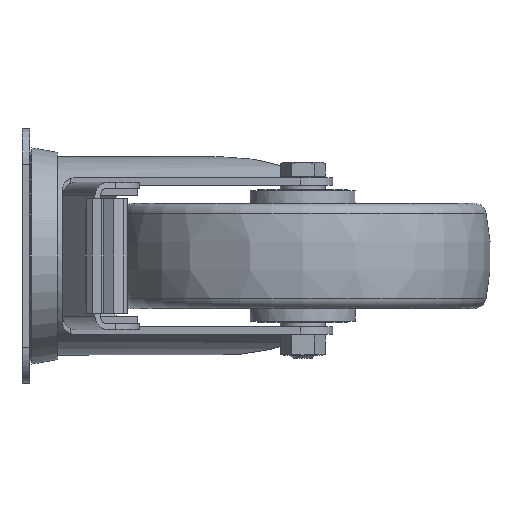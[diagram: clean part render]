
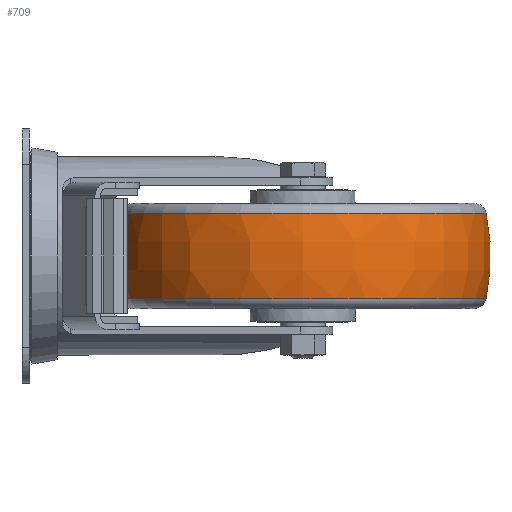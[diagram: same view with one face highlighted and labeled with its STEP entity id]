
A CAD part, left-side view. The second image highlights one B-rep face of the part: STEP entity #709.
In plain terms, the highlighted free-form (B-spline) face has degree [3, 3] with [4, 7] control points.
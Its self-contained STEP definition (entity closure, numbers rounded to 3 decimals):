
#709 = ADVANCED_FACE( '', ( #1540, #1541 ), #1542, .T. );
#1540 = FACE_OUTER_BOUND( '', #2552, .T. );
#1541 = FACE_OUTER_BOUND( '', #2553, .T. );
#1542 = ( BOUNDED_SURFACE(  )B_SPLINE_SURFACE( 3, 3, ( ( #2556, #2557, #2558, #2559, #2560, #2561, #2562 ), ( #2563, #2564, #2565, #2566, #2567, #2568, #2569 ), ( #2570, #2571, #2572, #2573, #2574, #2575, #2576 ), ( #2577, #2578, #2579, #2580, #2581, #2582, #2583 ) ), .UNSPECIFIED., .F., .T., .F. )B_SPLINE_SURFACE_WITH_KNOTS( ( 4, 4 ), ( 4, 3, 4 ), ( 0., 6.283 ), ( -0.204, 0.001, 0.206 ), .UNSPECIFIED. )GEOMETRIC_REPRESENTATION_ITEM(  )RATIONAL_B_SPLINE_SURFACE( ( ( 1., 0.333, 0.333, 1., 0.333, 0.333, 1. ), ( 0.986, 0.329, 0.329, 0.986, 0.329, 0.329, 0.986 ), ( 0.986, 0.329, 0.329, 0.986, 0.329, 0.329, 0.986 ), ( 1., 0.333, 0.333, 1., 0.333, 0.333, 1. ) ) )REPRESENTATION_ITEM( '' )SURFACE(  ) );
#2552 = EDGE_LOOP( '', ( #4272 ) );
#2553 = EDGE_LOOP( '', ( #4273 ) );
#2556 = CARTESIAN_POINT( '', ( 36.317, 0., -61.016 ) );
#2557 = CARTESIAN_POINT( '', ( 36.317, 122.033, -61.016 ) );
#2558 = CARTESIAN_POINT( '', ( 36.317, 122.033, 61.016 ) );
#2559 = CARTESIAN_POINT( '', ( 36.317, 0., 61.016 ) );
#2560 = CARTESIAN_POINT( '', ( 36.317, -122.033, 61.016 ) );
#2561 = CARTESIAN_POINT( '', ( 36.317, -122.033, -61.016 ) );
#2562 = CARTESIAN_POINT( '', ( 36.317, 0., -61.016 ) );
#2563 = CARTESIAN_POINT( '', ( 26.844, 0., -62.994 ) );
#2564 = CARTESIAN_POINT( '', ( 26.844, 125.988, -62.994 ) );
#2565 = CARTESIAN_POINT( '', ( 26.844, 125.988, 62.994 ) );
#2566 = CARTESIAN_POINT( '', ( 26.844, 0., 62.994 ) );
#2567 = CARTESIAN_POINT( '', ( 26.844, -125.988, 62.994 ) );
#2568 = CARTESIAN_POINT( '', ( 26.844, -125.988, -62.994 ) );
#2569 = CARTESIAN_POINT( '', ( 26.844, 0., -62.994 ) );
#2570 = CARTESIAN_POINT( '', ( 17.165, 0., -63.002 ) );
#2571 = CARTESIAN_POINT( '', ( 17.165, 126.003, -63.002 ) );
#2572 = CARTESIAN_POINT( '', ( 17.165, 126.003, 63.002 ) );
#2573 = CARTESIAN_POINT( '', ( 17.165, 0., 63.002 ) );
#2574 = CARTESIAN_POINT( '', ( 17.165, -126.003, 63.002 ) );
#2575 = CARTESIAN_POINT( '', ( 17.165, -126.003, -63.002 ) );
#2576 = CARTESIAN_POINT( '', ( 17.165, 0., -63.002 ) );
#2577 = CARTESIAN_POINT( '', ( 7.689, 0., -61.038 ) );
#2578 = CARTESIAN_POINT( '', ( 7.689, 122.077, -61.038 ) );
#2579 = CARTESIAN_POINT( '', ( 7.689, 122.077, 61.038 ) );
#2580 = CARTESIAN_POINT( '', ( 7.689, 0., 61.038 ) );
#2581 = CARTESIAN_POINT( '', ( 7.689, -122.077, 61.038 ) );
#2582 = CARTESIAN_POINT( '', ( 7.689, -122.077, -61.038 ) );
#2583 = CARTESIAN_POINT( '', ( 7.689, 0., -61.038 ) );
#4272 = ORIENTED_EDGE( '', *, *, #6376, .T. );
#4273 = ORIENTED_EDGE( '', *, *, #5912, .F. );
#5912 = EDGE_CURVE( '', #7025, #7025, #7026, .T. );
#6376 = EDGE_CURVE( '', #7764, #7764, #7765, .T. );
#7025 = VERTEX_POINT( '', #8696 );
#7026 = CIRCLE( '', #8697, 61.016 );
#7764 = VERTEX_POINT( '', #9809 );
#7765 = CIRCLE( '', #9810, 61.038 );
#8696 = CARTESIAN_POINT( '', ( 36.317, 0., -61.016 ) );
#8697 = AXIS2_PLACEMENT_3D( '', #10851, #10852, #10853 );
#9809 = CARTESIAN_POINT( '', ( 7.689, 0., -61.038 ) );
#9810 = AXIS2_PLACEMENT_3D( '', #11372, #11373, #11374 );
#10851 = CARTESIAN_POINT( '', ( 36.317, 0., 0. ) );
#10852 = DIRECTION( '', ( 1., 0., 0. ) );
#10853 = DIRECTION( '', ( 0., 0., -1. ) );
#11372 = CARTESIAN_POINT( '', ( 7.689, 0., 0. ) );
#11373 = DIRECTION( '', ( 1., 0., 0. ) );
#11374 = DIRECTION( '', ( 0., 0., -1. ) );
